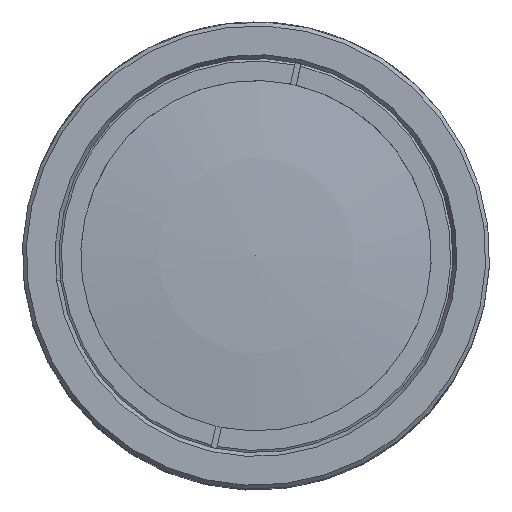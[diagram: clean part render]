
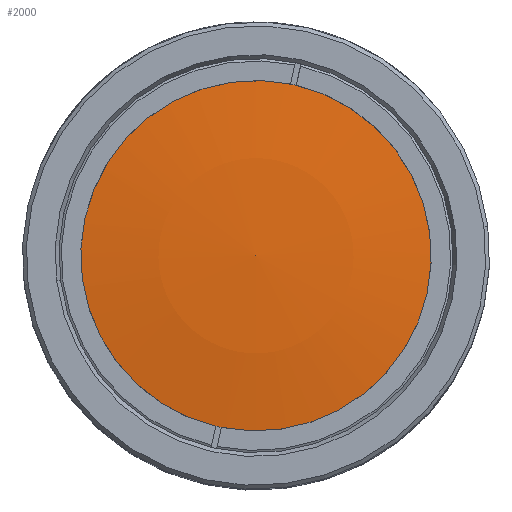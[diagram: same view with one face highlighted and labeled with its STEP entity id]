
A CAD part, top view. The second image highlights one B-rep face of the part: STEP entity #2000.
In plain terms, the highlighted spherical face has radius 95.54 mm.
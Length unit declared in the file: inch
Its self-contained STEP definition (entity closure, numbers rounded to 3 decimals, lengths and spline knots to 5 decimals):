
#1774 = EDGE_CURVE ( 'NONE', #1803, #1802, #16385, .T. ) ;
#1802 = VERTEX_POINT ( 'NONE', #16405 ) ;
#1803 = VERTEX_POINT ( 'NONE', #16404 ) ;
#1804 = ORIENTED_EDGE ( 'NONE', *, *, #1774, .T. ) ;
#2000 = ADVANCED_FACE ( 'NONE', ( #16995 ), #17269, .T. ) ;
#2002 = ORIENTED_EDGE ( 'NONE', *, *, #2003, .T. ) ;
#2003 = EDGE_CURVE ( 'NONE', #1802, #1803, #17194, .T. ) ;
#2011 = EDGE_LOOP ( 'NONE', ( #2002, #1804 ) ) ;
#16381 = DIRECTION ( 'NONE',  ( 1., 0., 0. ) ) ;
#16382 = DIRECTION ( 'NONE',  ( 0., 0., 1. ) ) ;
#16383 = CARTESIAN_POINT ( 'NONE',  ( 0.15962, 0.27547, 0.77765 ) ) ;
#16384 = AXIS2_PLACEMENT_3D ( 'NONE', #16383, #16382, #16381 ) ;
#16385 = CIRCLE ( 'NONE', #16384, 0.5 ) ;
#16404 = CARTESIAN_POINT ( 'NONE',  ( -0.34038, 0.27547, 0.77765 ) ) ;
#16405 = CARTESIAN_POINT ( 'NONE',  ( 0.65962, 0.27547, 0.77765 ) ) ;
#16995 = FACE_OUTER_BOUND ( 'NONE', #2011, .T. ) ;
#17190 = DIRECTION ( 'NONE',  ( 1., 0., 0. ) ) ;
#17191 = DIRECTION ( 'NONE',  ( 0., 0., 1. ) ) ;
#17192 = CARTESIAN_POINT ( 'NONE',  ( 0.15962, 0.27547, 0.77765 ) ) ;
#17193 = AXIS2_PLACEMENT_3D ( 'NONE', #17192, #17191, #17190 ) ;
#17194 = CIRCLE ( 'NONE', #17193, 0.5 ) ;
#17265 = DIRECTION ( 'NONE',  ( 0., 1., 0. ) ) ;
#17266 = DIRECTION ( 'NONE',  ( 0., 0., 1. ) ) ;
#17267 = CARTESIAN_POINT ( 'NONE',  ( 0.15962, 0.27547, -2.95039 ) ) ;
#17268 = AXIS2_PLACEMENT_3D ( 'NONE', #17267, #17266, #17265 ) ;
#17269 = SPHERICAL_SURFACE ( 'NONE', #17268, 3.76142 ) ;
